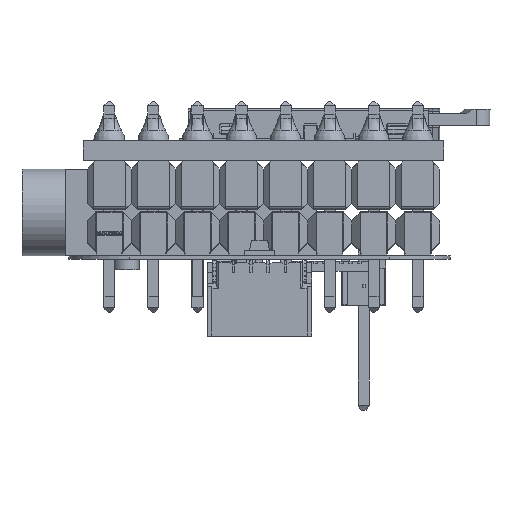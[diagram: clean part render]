
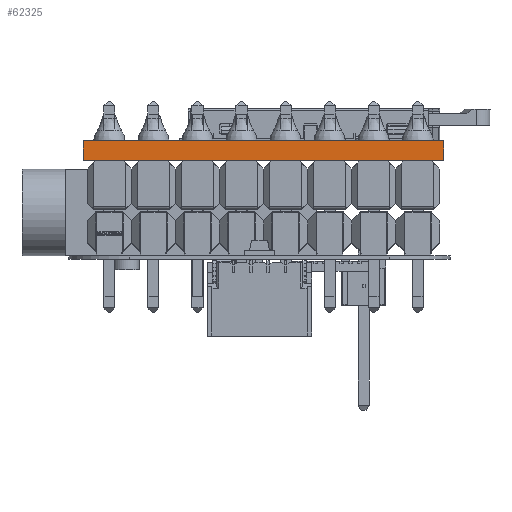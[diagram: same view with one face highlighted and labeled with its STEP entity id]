
A CAD part, left-side view. The second image highlights one B-rep face of the part: STEP entity #62325.
In plain terms, the highlighted planar face has unit normal (-1, 0, 0).
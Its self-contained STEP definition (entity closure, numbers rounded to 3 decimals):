
#54112 = VERTEX_POINT('',#54113);
#54113 = CARTESIAN_POINT('',(-10.4,1.15,-10.4));
#54119 = EDGE_CURVE('',#54112,#54120,#54122,.T.);
#54120 = VERTEX_POINT('',#54121);
#54121 = CARTESIAN_POINT('',(-10.4,1.15,10.4));
#54122 = LINE('',#54123,#54124);
#54123 = CARTESIAN_POINT('',(-10.4,1.15,-10.4));
#54124 = VECTOR('',#54125,1.);
#54125 = DIRECTION('',(0.,0.,1.));
#61925 = VERTEX_POINT('',#61926);
#61926 = CARTESIAN_POINT('',(-10.4,0.,-10.4));
#61949 = VERTEX_POINT('',#61950);
#61950 = CARTESIAN_POINT('',(-10.4,0.,10.4));
#61956 = EDGE_CURVE('',#61925,#61949,#61957,.T.);
#61957 = LINE('',#61958,#61959);
#61958 = CARTESIAN_POINT('',(-10.4,0.,-10.4));
#61959 = VECTOR('',#61960,1.);
#61960 = DIRECTION('',(0.,0.,1.));
#62315 = EDGE_CURVE('',#54112,#61925,#62316,.T.);
#62316 = LINE('',#62317,#62318);
#62317 = CARTESIAN_POINT('',(-10.4,1.15,-10.4));
#62318 = VECTOR('',#62319,1.);
#62319 = DIRECTION('',(0.,-1.,0.));
#62325 = ADVANCED_FACE('',(#62326),#62337,.F.);
#62326 = FACE_BOUND('',#62327,.T.);
#62327 = EDGE_LOOP('',(#62328,#62329,#62335,#62336));
#62328 = ORIENTED_EDGE('',*,*,#61956,.T.);
#62329 = ORIENTED_EDGE('',*,*,#62330,.F.);
#62330 = EDGE_CURVE('',#54120,#61949,#62331,.T.);
#62331 = LINE('',#62332,#62333);
#62332 = CARTESIAN_POINT('',(-10.4,1.15,10.4));
#62333 = VECTOR('',#62334,1.);
#62334 = DIRECTION('',(0.,-1.,0.));
#62335 = ORIENTED_EDGE('',*,*,#54119,.F.);
#62336 = ORIENTED_EDGE('',*,*,#62315,.T.);
#62337 = PLANE('',#62338);
#62338 = AXIS2_PLACEMENT_3D('',#62339,#62340,#62341);
#62339 = CARTESIAN_POINT('',(-10.4,1.15,-10.4));
#62340 = DIRECTION('',(1.,0.,0.));
#62341 = DIRECTION('',(0.,0.,-1.));
